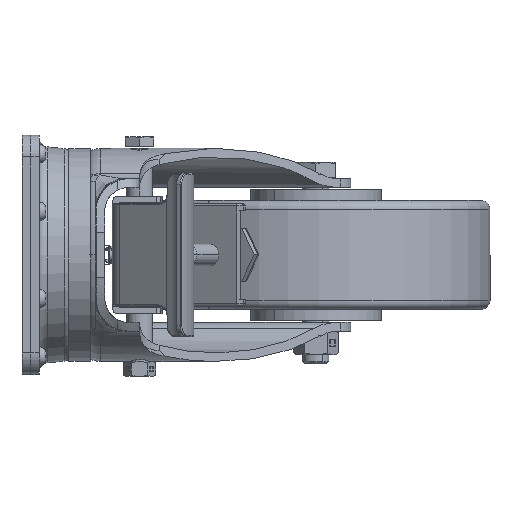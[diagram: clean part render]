
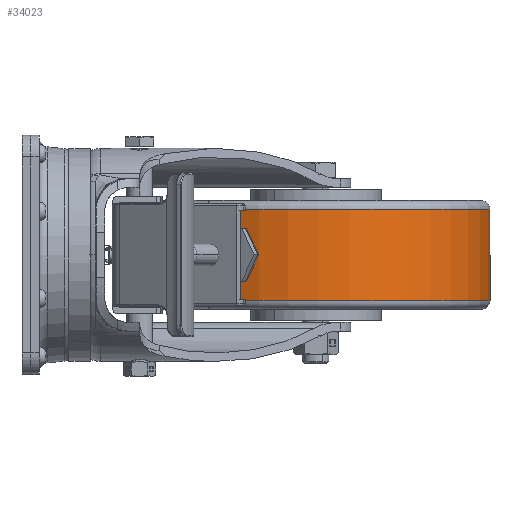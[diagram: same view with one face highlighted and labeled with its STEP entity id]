
A CAD part, left-side view. The second image highlights one B-rep face of the part: STEP entity #34023.
In plain terms, the highlighted cylindrical face has radius 80 mm (diameter 160 mm), a partial arc.
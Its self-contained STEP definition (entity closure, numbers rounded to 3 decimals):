
#354 = LINE ( 'NONE', #6342, #36180 ) ;
#4074 = EDGE_CURVE ( 'NONE', #5777, #23839, #354, .T. ) ;
#4203 = DIRECTION ( 'NONE',  ( 0., 0., 1. ) ) ;
#5209 = EDGE_CURVE ( 'NONE', #17252, #28671, #32763, .T. ) ;
#5646 = CARTESIAN_POINT ( 'NONE',  ( 53., -135., 58.614 ) ) ;
#5777 = VERTEX_POINT ( 'NONE', #24535 ) ;
#6342 = CARTESIAN_POINT ( 'NONE',  ( -9.096, -84.561, 58.614 ) ) ;
#9264 = EDGE_LOOP ( 'NONE', ( #11967, #16364, #15719, #20410 ) ) ;
#10312 = CYLINDRICAL_SURFACE ( 'NONE', #26572, 80. ) ;
#10372 = CARTESIAN_POINT ( 'NONE',  ( -9.096, -84.561, 21. ) ) ;
#11967 = ORIENTED_EDGE ( 'NONE', *, *, #15455, .T. ) ;
#14795 = DIRECTION ( 'NONE',  ( 0., 0., 1. ) ) ;
#15058 = AXIS2_PLACEMENT_3D ( 'NONE', #16996, #34495, #28494 ) ;
#15233 = VECTOR ( 'NONE', #4203, 1000. ) ;
#15443 = CARTESIAN_POINT ( 'NONE',  ( 53., -135., -21. ) ) ;
#15455 = EDGE_CURVE ( 'NONE', #5777, #17252, #21775, .T. ) ;
#15719 = ORIENTED_EDGE ( 'NONE', *, *, #33055, .T. ) ;
#16364 = ORIENTED_EDGE ( 'NONE', *, *, #5209, .T. ) ;
#16996 = CARTESIAN_POINT ( 'NONE',  ( 53., -135., 21. ) ) ;
#17252 = VERTEX_POINT ( 'NONE', #28783 ) ;
#19252 = CIRCLE ( 'NONE', #15058, 80. ) ;
#20410 = ORIENTED_EDGE ( 'NONE', *, *, #4074, .F. ) ;
#21775 = CIRCLE ( 'NONE', #24817, 80. ) ;
#23839 = VERTEX_POINT ( 'NONE', #10372 ) ;
#24535 = CARTESIAN_POINT ( 'NONE',  ( -9.096, -84.561, -21. ) ) ;
#24602 = FACE_OUTER_BOUND ( 'NONE', #9264, .T. ) ;
#24817 = AXIS2_PLACEMENT_3D ( 'NONE', #15443, #26947, #32733 ) ;
#25391 = DIRECTION ( 'NONE',  ( -0.776, 0.63, 0. ) ) ;
#26572 = AXIS2_PLACEMENT_3D ( 'NONE', #5646, #28580, #25391 ) ;
#26947 = DIRECTION ( 'NONE',  ( 0., 0., 1. ) ) ;
#28494 = DIRECTION ( 'NONE',  ( 0.776, -0.63, 0. ) ) ;
#28580 = DIRECTION ( 'NONE',  ( 0., 0., 1. ) ) ;
#28671 = VERTEX_POINT ( 'NONE', #33846 ) ;
#28783 = CARTESIAN_POINT ( 'NONE',  ( 115.096, -185.439, -21. ) ) ;
#29946 = CARTESIAN_POINT ( 'NONE',  ( 115.096, -185.439, 58.614 ) ) ;
#32733 = DIRECTION ( 'NONE',  ( -0.776, 0.63, 0. ) ) ;
#32763 = LINE ( 'NONE', #29946, #15233 ) ;
#33055 = EDGE_CURVE ( 'NONE', #28671, #23839, #19252, .T. ) ;
#33846 = CARTESIAN_POINT ( 'NONE',  ( 115.096, -185.439, 21. ) ) ;
#34023 = ADVANCED_FACE ( 'NONE', ( #24602 ), #10312, .T. ) ;
#34495 = DIRECTION ( 'NONE',  ( 0., 0., -1. ) ) ;
#36180 = VECTOR ( 'NONE', #14795, 1000. ) ;
